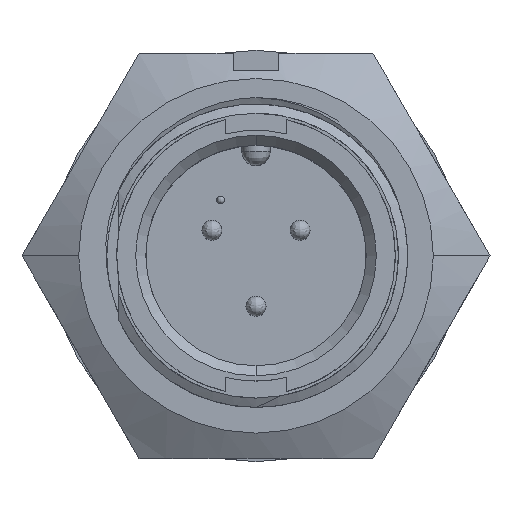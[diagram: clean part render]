
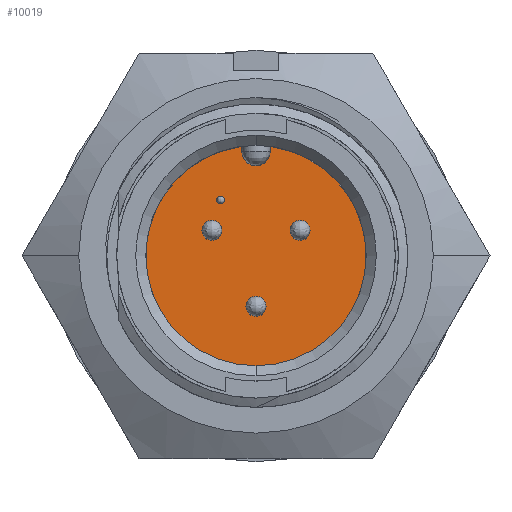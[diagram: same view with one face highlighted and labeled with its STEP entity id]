
A CAD part, top view. The second image highlights one B-rep face of the part: STEP entity #10019.
In plain terms, the highlighted planar face has unit normal (0, 0, 1).
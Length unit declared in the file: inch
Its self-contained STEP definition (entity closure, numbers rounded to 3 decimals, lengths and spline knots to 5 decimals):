
#403 = LINE ( 'NONE', #404, #4244 ) ;
#404 = CARTESIAN_POINT ( 'NONE',  ( -0.028, 0., -0.30907 ) ) ;
#405 = DIRECTION ( 'NONE',  ( 0., -1., 0. ) ) ;
#1061 = CARTESIAN_POINT ( 'NONE',  ( -0.087, 0.05, -0.30907 ) ) ;
#1065 = DIRECTION ( 'NONE',  ( 0., 0., 1. ) ) ;
#1066 = DIRECTION ( 'NONE',  ( 0., -1., 0. ) ) ;
#3108 = CARTESIAN_POINT ( 'NONE',  ( 0.087, 0.05, -0.30907 ) ) ;
#3109 = DIRECTION ( 'NONE',  ( 0., 0., 1. ) ) ;
#3110 = DIRECTION ( 'NONE',  ( 0., -1., 0. ) ) ;
#4198 = AXIS2_PLACEMENT_3D ( 'NONE', #12507, #12511, #12512 ) ;
#4244 = VECTOR ( 'NONE', #405, 39.37008 ) ;
#4369 = FACE_OUTER_BOUND ( 'NONE', #7037, .T. ) ;
#4370 = FACE_BOUND ( 'NONE', #7039, .T. ) ;
#4371 = FACE_BOUND ( 'NONE', #7038, .T. ) ;
#4377 = FACE_BOUND ( 'NONE', #7225, .T. ) ;
#4379 = AXIS2_PLACEMENT_3D ( 'NONE', #14165, #14166, #14167 ) ;
#4387 = FACE_BOUND ( 'NONE', #7032, .T. ) ;
#4435 = AXIS2_PLACEMENT_3D ( 'NONE', #1061, #1065, #1066 ) ;
#4438 = AXIS2_PLACEMENT_3D ( 'NONE', #12462, #12463, #12464 ) ;
#4464 = VECTOR ( 'NONE', #12818, 39.37008 ) ;
#4466 = AXIS2_PLACEMENT_3D ( 'NONE', #12421, #12425, #12426 ) ;
#4488 = AXIS2_PLACEMENT_3D ( 'NONE', #3108, #3109, #3110 ) ;
#4541 = AXIS2_PLACEMENT_3D ( 'NONE', #11315, #11316, #11317 ) ;
#4548 = AXIS2_PLACEMENT_3D ( 'NONE', #11295, #11296, #11297 ) ;
#4624 = CIRCLE ( 'NONE', #8013, 0.2175 ) ;
#4690 = EDGE_CURVE ( 'NONE', #6805, #6819, #4803, .T. ) ;
#4803 = CIRCLE ( 'NONE', #7706, 0.2175 ) ;
#5613 = ORIENTED_EDGE ( 'NONE', *, *, #10371, .F. ) ;
#5618 = ORIENTED_EDGE ( 'NONE', *, *, #10389, .F. ) ;
#5619 = ORIENTED_EDGE ( 'NONE', *, *, #9977, .F. ) ;
#5635 = ORIENTED_EDGE ( 'NONE', *, *, #10294, .F. ) ;
#5637 = ORIENTED_EDGE ( 'NONE', *, *, #9938, .F. ) ;
#5640 = ORIENTED_EDGE ( 'NONE', *, *, #10378, .F. ) ;
#5641 = ORIENTED_EDGE ( 'NONE', *, *, #10080, .F. ) ;
#5650 = ORIENTED_EDGE ( 'NONE', *, *, #10298, .F. ) ;
#5651 = ORIENTED_EDGE ( 'NONE', *, *, #4690, .T. ) ;
#5656 = ORIENTED_EDGE ( 'NONE', *, *, #10137, .F. ) ;
#5657 = ORIENTED_EDGE ( 'NONE', *, *, #10230, .F. ) ;
#5733 = ORIENTED_EDGE ( 'NONE', *, *, #9879, .T. ) ;
#5736 = ORIENTED_EDGE ( 'NONE', *, *, #10449, .T. ) ;
#5762 = CIRCLE ( 'NONE', #4438, 0.01975 ) ;
#5772 = CIRCLE ( 'NONE', #7754, 0.01975 ) ;
#5779 = CIRCLE ( 'NONE', #8064, 0.01975 ) ;
#5795 = CIRCLE ( 'NONE', #4198, 0.01975 ) ;
#5800 = CIRCLE ( 'NONE', #4466, 0.0075 ) ;
#5802 = CIRCLE ( 'NONE', #4435, 0.01975 ) ;
#5812 = CIRCLE ( 'NONE', #4488, 0.01975 ) ;
#5819 = CIRCLE ( 'NONE', #4548, 0.028 ) ;
#5823 = CIRCLE ( 'NONE', #4541, 0.0075 ) ;
#6660 = VERTEX_POINT ( 'NONE', #8321 ) ;
#6673 = VERTEX_POINT ( 'NONE', #8796 ) ;
#6717 = VERTEX_POINT ( 'NONE', #8609 ) ;
#6728 = VERTEX_POINT ( 'NONE', #8525 ) ;
#6736 = VERTEX_POINT ( 'NONE', #8776 ) ;
#6744 = VERTEX_POINT ( 'NONE', #8479 ) ;
#6751 = VERTEX_POINT ( 'NONE', #8210 ) ;
#6805 = VERTEX_POINT ( 'NONE', #8154 ) ;
#6818 = VERTEX_POINT ( 'NONE', #8528 ) ;
#6819 = VERTEX_POINT ( 'NONE', #8432 ) ;
#6847 = VERTEX_POINT ( 'NONE', #8137 ) ;
#6849 = VERTEX_POINT ( 'NONE', #8380 ) ;
#6885 = VERTEX_POINT ( 'NONE', #8837 ) ;
#7032 = EDGE_LOOP ( 'NONE', ( #5637, #5640 ) ) ;
#7037 = EDGE_LOOP ( 'NONE', ( #5641, #5651, #5733, #5736, #5635 ) ) ;
#7038 = EDGE_LOOP ( 'NONE', ( #5656, #5618 ) ) ;
#7039 = EDGE_LOOP ( 'NONE', ( #5613, #5650 ) ) ;
#7225 = EDGE_LOOP ( 'NONE', ( #5657, #5619 ) ) ;
#7706 = AXIS2_PLACEMENT_3D ( 'NONE', #10863, #10859, #10858 ) ;
#7754 = AXIS2_PLACEMENT_3D ( 'NONE', #13659, #13660, #13661 ) ;
#8013 = AXIS2_PLACEMENT_3D ( 'NONE', #8617, #8696, #8725 ) ;
#8064 = AXIS2_PLACEMENT_3D ( 'NONE', #13216, #13217, #13218 ) ;
#8137 = CARTESIAN_POINT ( 'NONE',  ( 0., -0.11975, -0.30907 ) ) ;
#8154 = CARTESIAN_POINT ( 'NONE',  ( -0.028, 0.21569, -0.30907 ) ) ;
#8210 = CARTESIAN_POINT ( 'NONE',  ( 0.087, 0.03025, -0.30907 ) ) ;
#8321 = CARTESIAN_POINT ( 'NONE',  ( -0.087, 0.06975, -0.30907 ) ) ;
#8380 = CARTESIAN_POINT ( 'NONE',  ( -0.028, 0.2055, -0.30907 ) ) ;
#8432 = CARTESIAN_POINT ( 'NONE',  ( 0., -0.2175, -0.30907 ) ) ;
#8479 = CARTESIAN_POINT ( 'NONE',  ( -0.087, 0.03025, -0.30907 ) ) ;
#8525 = CARTESIAN_POINT ( 'NONE',  ( -0.07, 0.1175, -0.30907 ) ) ;
#8528 = CARTESIAN_POINT ( 'NONE',  ( 0., -0.08025, -0.30907 ) ) ;
#8609 = CARTESIAN_POINT ( 'NONE',  ( 0.028, 0.21569, -0.30907 ) ) ;
#8617 = CARTESIAN_POINT ( 'NONE',  ( 0., 0., -0.30907 ) ) ;
#8696 = DIRECTION ( 'NONE',  ( 0., 0., 1. ) ) ;
#8725 = DIRECTION ( 'NONE',  ( 0., -1., 0. ) ) ;
#8776 = CARTESIAN_POINT ( 'NONE',  ( 0.087, 0.06975, -0.30907 ) ) ;
#8796 = CARTESIAN_POINT ( 'NONE',  ( -0.07, 0.1025, -0.30907 ) ) ;
#8837 = CARTESIAN_POINT ( 'NONE',  ( 0.028, 0.2055, -0.30907 ) ) ;
#9879 = EDGE_CURVE ( 'NONE', #6819, #6717, #4624, .T. ) ;
#9938 = EDGE_CURVE ( 'NONE', #6847, #6818, #5779, .T. ) ;
#9977 = EDGE_CURVE ( 'NONE', #6736, #6751, #5772, .T. ) ;
#10019 = ADVANCED_FACE ( 'NONE', ( #4387, #4377, #4371, #4370, #4369 ), #14158, .F. ) ;
#10080 = EDGE_CURVE ( 'NONE', #6805, #6849, #403, .T. ) ;
#10137 = EDGE_CURVE ( 'NONE', #6744, #6660, #5802, .T. ) ;
#10230 = EDGE_CURVE ( 'NONE', #6751, #6736, #5812, .T. ) ;
#10294 = EDGE_CURVE ( 'NONE', #6849, #6885, #5819, .T. ) ;
#10298 = EDGE_CURVE ( 'NONE', #6728, #6673, #5823, .T. ) ;
#10371 = EDGE_CURVE ( 'NONE', #6673, #6728, #5800, .T. ) ;
#10378 = EDGE_CURVE ( 'NONE', #6818, #6847, #5762, .T. ) ;
#10389 = EDGE_CURVE ( 'NONE', #6660, #6744, #5795, .T. ) ;
#10449 = EDGE_CURVE ( 'NONE', #6717, #6885, #12816, .T. ) ;
#10858 = DIRECTION ( 'NONE',  ( 0., -1., 0. ) ) ;
#10859 = DIRECTION ( 'NONE',  ( 0., 0., 1. ) ) ;
#10863 = CARTESIAN_POINT ( 'NONE',  ( 0., 0., -0.30907 ) ) ;
#11295 = CARTESIAN_POINT ( 'NONE',  ( 0., 0.2055, -0.30907 ) ) ;
#11296 = DIRECTION ( 'NONE',  ( 0., 0., 1. ) ) ;
#11297 = DIRECTION ( 'NONE',  ( -1., 0., 0. ) ) ;
#11315 = CARTESIAN_POINT ( 'NONE',  ( -0.07, 0.11, -0.30907 ) ) ;
#11316 = DIRECTION ( 'NONE',  ( 0., 0., 1. ) ) ;
#11317 = DIRECTION ( 'NONE',  ( 0., -1., 0. ) ) ;
#12421 = CARTESIAN_POINT ( 'NONE',  ( -0.07, 0.11, -0.30907 ) ) ;
#12425 = DIRECTION ( 'NONE',  ( 0., 0., 1. ) ) ;
#12426 = DIRECTION ( 'NONE',  ( 0., -1., 0. ) ) ;
#12462 = CARTESIAN_POINT ( 'NONE',  ( 0., -0.1, -0.30907 ) ) ;
#12463 = DIRECTION ( 'NONE',  ( 0., 0., 1. ) ) ;
#12464 = DIRECTION ( 'NONE',  ( 0., -1., 0. ) ) ;
#12507 = CARTESIAN_POINT ( 'NONE',  ( -0.087, 0.05, -0.30907 ) ) ;
#12511 = DIRECTION ( 'NONE',  ( 0., 0., 1. ) ) ;
#12512 = DIRECTION ( 'NONE',  ( 0., -1., 0. ) ) ;
#12816 = LINE ( 'NONE', #12817, #4464 ) ;
#12817 = CARTESIAN_POINT ( 'NONE',  ( 0.028, 0.2055, -0.30907 ) ) ;
#12818 = DIRECTION ( 'NONE',  ( 0., -1., 0. ) ) ;
#13216 = CARTESIAN_POINT ( 'NONE',  ( 0., -0.1, -0.30907 ) ) ;
#13217 = DIRECTION ( 'NONE',  ( 0., 0., 1. ) ) ;
#13218 = DIRECTION ( 'NONE',  ( 0., -1., 0. ) ) ;
#13659 = CARTESIAN_POINT ( 'NONE',  ( 0.087, 0.05, -0.30907 ) ) ;
#13660 = DIRECTION ( 'NONE',  ( 0., 0., 1. ) ) ;
#13661 = DIRECTION ( 'NONE',  ( 0., -1., 0. ) ) ;
#14158 = PLANE ( 'NONE',  #4379 ) ;
#14165 = CARTESIAN_POINT ( 'NONE',  ( 0., 0., -0.30907 ) ) ;
#14166 = DIRECTION ( 'NONE',  ( 0., 0., -1. ) ) ;
#14167 = DIRECTION ( 'NONE',  ( 0., 1., 0. ) ) ;
